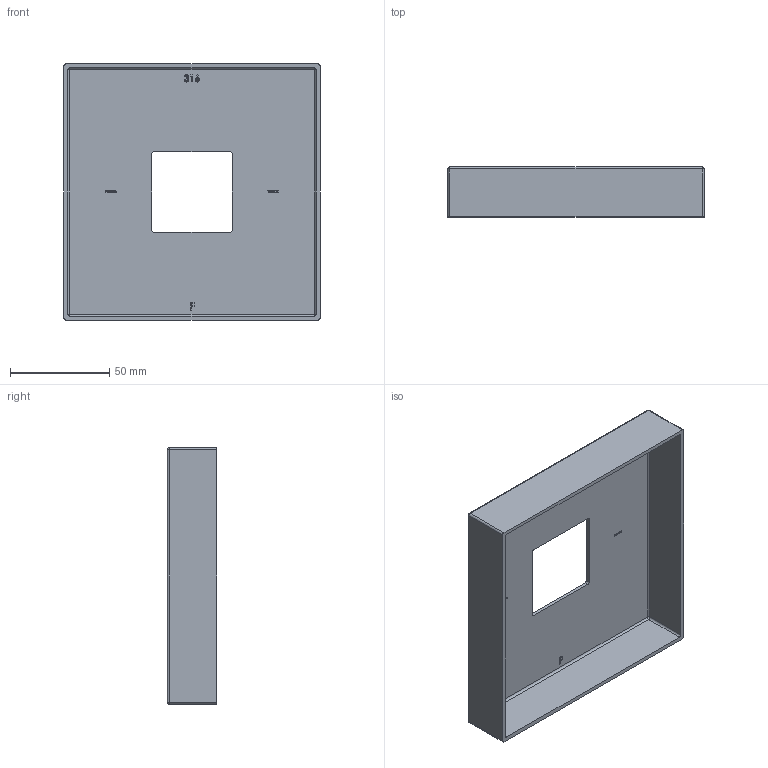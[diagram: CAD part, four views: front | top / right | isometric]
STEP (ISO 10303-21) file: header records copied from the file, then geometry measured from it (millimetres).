
FILE_DESCRIPTION (( 'STEP AP203' ), '1' );
FILE_NAME ('100044141.step', '2020-11-05T12:45:45', ( '' ), ( '' ), 'SwSTEP 2.0', 'SolidWorks 2018', '' );
FILE_SCHEMA (( 'CONFIG_CONTROL_DESIGN' ));
Length unit declared in the file: millimetre
Products named in the file (2): 100044141
Bounding box: 129 x 25 x 129 mm (x, y, z)
Volume: 53364.3 mm3; surface area: 54215 mm2
Topology: 1 solids, 1 shells, 305 faces, 797 edges, 518 vertices
Faces by surface type: plane 179, bspline 98, cylinder 20, sphere 8
Entity records: 14938 total; most frequent: CARTESIAN_POINT 7968, ORIENTED_EDGE 1578, DIRECTION 1051, EDGE_CURVE 789, VECTOR 553, LINE 553, VERTEX_POINT 518, EDGE_LOOP 339
